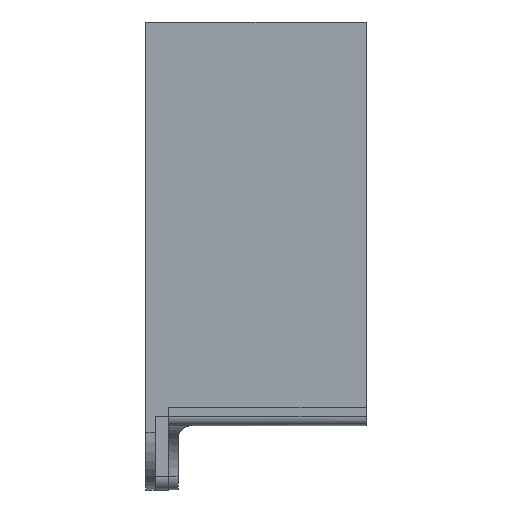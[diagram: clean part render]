
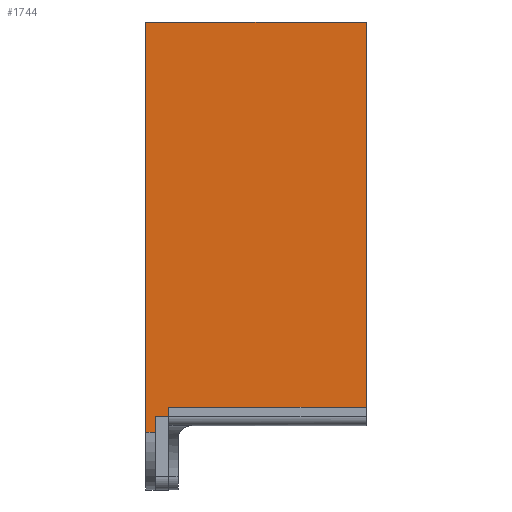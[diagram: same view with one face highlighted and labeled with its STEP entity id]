
A CAD part, top view. The second image highlights one B-rep face of the part: STEP entity #1744.
In plain terms, the highlighted planar face has unit normal (0, 0, 1).
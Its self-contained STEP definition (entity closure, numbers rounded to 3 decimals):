
#99=PLANE('',#1886);
#189=FACE_OUTER_BOUND('',#288,.T.);
#288=EDGE_LOOP('',(#1594,#1595,#1596,#1597,#1598,#1599));
#446=LINE('',#2696,#648);
#452=LINE('',#2711,#654);
#453=LINE('',#2714,#655);
#526=LINE('',#2877,#728);
#527=LINE('',#2879,#729);
#528=LINE('',#2880,#730);
#648=VECTOR('',#2146,10.);
#654=VECTOR('',#2158,10.);
#655=VECTOR('',#2161,10.);
#728=VECTOR('',#2330,10.);
#729=VECTOR('',#2331,10.);
#730=VECTOR('',#2332,10.);
#852=VERTEX_POINT('',#2693);
#853=VERTEX_POINT('',#2695);
#858=VERTEX_POINT('',#2707);
#859=VERTEX_POINT('',#2709);
#860=VERTEX_POINT('',#2713);
#903=VERTEX_POINT('',#2878);
#1053=EDGE_CURVE('',#853,#852,#446,.T.);
#1061=EDGE_CURVE('',#859,#858,#452,.T.);
#1062=EDGE_CURVE('',#860,#858,#453,.T.);
#1143=EDGE_CURVE('',#859,#853,#526,.T.);
#1144=EDGE_CURVE('',#852,#903,#527,.F.);
#1145=EDGE_CURVE('',#903,#860,#528,.F.);
#1594=ORIENTED_EDGE('',*,*,#1061,.F.);
#1595=ORIENTED_EDGE('',*,*,#1143,.T.);
#1596=ORIENTED_EDGE('',*,*,#1053,.T.);
#1597=ORIENTED_EDGE('',*,*,#1144,.T.);
#1598=ORIENTED_EDGE('',*,*,#1145,.T.);
#1599=ORIENTED_EDGE('',*,*,#1062,.T.);
#1744=ADVANCED_FACE('',(#189),#99,.T.);
#1886=AXIS2_PLACEMENT_3D('',#2876,#2328,#2329);
#2146=DIRECTION('',(1.,0.,0.));
#2158=DIRECTION('',(-1.,0.,0.));
#2161=DIRECTION('',(0.,-1.,0.));
#2328=DIRECTION('center_axis',(0.,0.,1.));
#2329=DIRECTION('ref_axis',(1.,0.,0.));
#2330=DIRECTION('',(0.,1.,0.));
#2331=DIRECTION('',(0.,-1.,0.));
#2332=DIRECTION('',(1.,0.,0.));
#2693=CARTESIAN_POINT('',(23.,0.,14.));
#2695=CARTESIAN_POINT('',(0.,0.,14.));
#2696=CARTESIAN_POINT('',(5.5,0.,14.));
#2707=CARTESIAN_POINT('',(-1.,-1.75,14.));
#2709=CARTESIAN_POINT('',(0.,-1.75,14.));
#2711=CARTESIAN_POINT('',(5.5,-1.75,14.));
#2713=CARTESIAN_POINT('',(-1.,43.,14.));
#2714=CARTESIAN_POINT('',(-1.,4.75,14.));
#2876=CARTESIAN_POINT('Origin',(11.,21.,14.));
#2877=CARTESIAN_POINT('',(0.,-8.,14.));
#2878=CARTESIAN_POINT('',(23.,43.,14.));
#2879=CARTESIAN_POINT('',(23.,10.5,14.));
#2880=CARTESIAN_POINT('',(16.5,43.,14.));
